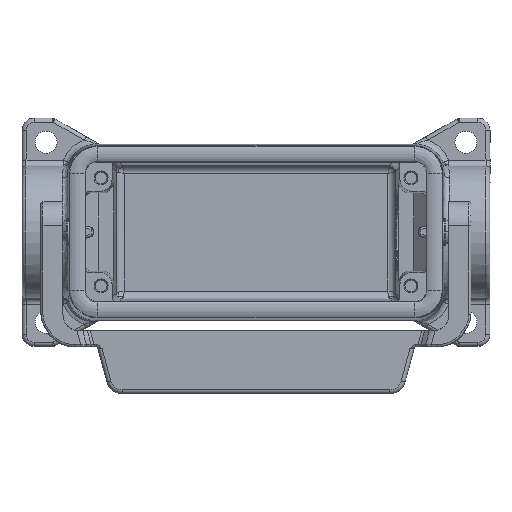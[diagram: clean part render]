
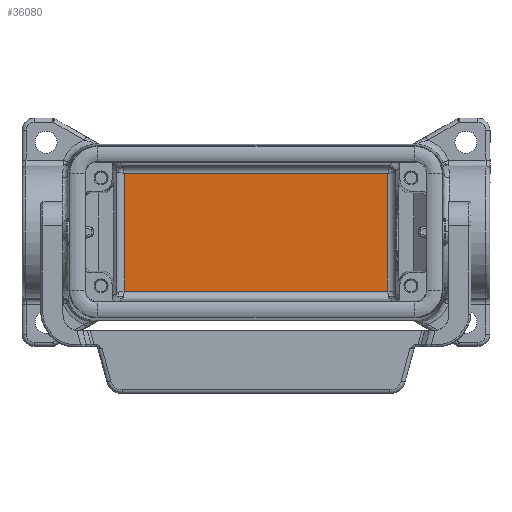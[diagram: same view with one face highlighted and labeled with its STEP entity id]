
A CAD part, top view. The second image highlights one B-rep face of the part: STEP entity #36080.
In plain terms, the highlighted planar face has unit normal (0, 0, 1).
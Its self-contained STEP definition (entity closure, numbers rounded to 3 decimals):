
#17760=CARTESIAN_POINT('',(14.702,-32.952,4.));
#17770=VERTEX_POINT('',#17760);
#19100=CARTESIAN_POINT('',(14.702,32.952,4.));
#19110=VERTEX_POINT('',#19100);
#35730=CARTESIAN_POINT('',(0.,0.,4.));
#35740=DIRECTION('',(0.,-0.,1.));
#35750=DIRECTION('',(0.,1.,0.));
#35760=AXIS2_PLACEMENT_3D('',#35730,#35740,#35750);
#35770=PLANE('',#35760);
#35780=CARTESIAN_POINT('',(0.,32.952,4.));
#35790=DIRECTION('',(1.,0.,0.));
#35800=VECTOR('',#35790,1.);
#35810=LINE('',#35780,#35800);
#35820=CARTESIAN_POINT('',(-14.702,32.952,4.));
#35830=VERTEX_POINT('',#35820);
#35840=EDGE_CURVE('',#35830,#19110,#35810,.T.);
#35850=ORIENTED_EDGE('',*,*,#35840,.F.);
#35860=CARTESIAN_POINT('',(14.702,0.,4.));
#35870=DIRECTION('',(0.,-1.,0.));
#35880=VECTOR('',#35870,1.);
#35890=LINE('',#35860,#35880);
#35900=EDGE_CURVE('',#19110,#17770,#35890,.T.);
#35910=ORIENTED_EDGE('',*,*,#35900,.F.);
#35920=CARTESIAN_POINT('',(0.,-32.952,4.));
#35930=DIRECTION('',(1.,0.,0.));
#35940=VECTOR('',#35930,1.);
#35950=LINE('',#35920,#35940);
#35960=CARTESIAN_POINT('',(-14.702,-32.952,4.));
#35970=VERTEX_POINT('',#35960);
#35980=EDGE_CURVE('',#35970,#17770,#35950,.T.);
#35990=ORIENTED_EDGE('',*,*,#35980,.T.);
#36000=CARTESIAN_POINT('',(-14.702,0.,4.));
#36010=DIRECTION('',(0.,1.,0.));
#36020=VECTOR('',#36010,1.);
#36030=LINE('',#36000,#36020);
#36040=EDGE_CURVE('',#35970,#35830,#36030,.T.);
#36050=ORIENTED_EDGE('',*,*,#36040,.F.);
#36060=EDGE_LOOP('',(#36050,#35990,#35910,#35850));
#36070=FACE_OUTER_BOUND('',#36060,.T.);
#36080=ADVANCED_FACE('',(#36070),#35770,.T.);
